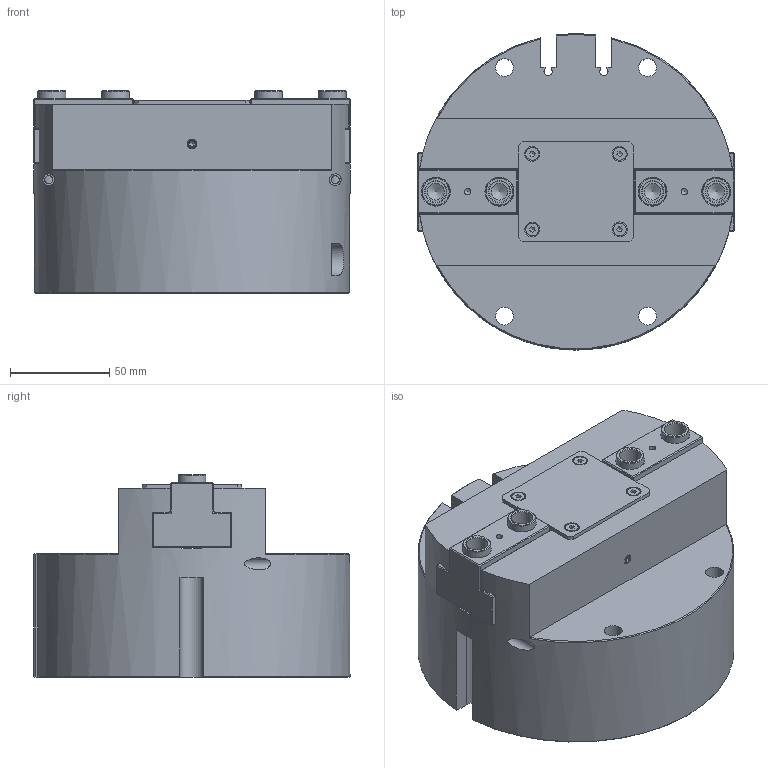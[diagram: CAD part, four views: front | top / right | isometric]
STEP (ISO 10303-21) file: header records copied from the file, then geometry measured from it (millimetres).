
FILE_DESCRIPTION(/* description */ (''),/* implementation_level */ '2;1');
FILE_NAME(/* name */ 'MPO-160-C1.stp',/* time_stamp */ '2021-03-17T10:00:16+01:00',/* author */ ('e.orio2'),/* organization */ (''),/* preprocessor_version */ 'ST-DEVELOPER v17',/* originating_system */ 'Autodesk Inventor 2019',/* authorisation */ '');
FILE_SCHEMA (('AUTOMOTIVE_DESIGN { 1 0 10303 214 3 1 1 }'));
Length unit declared in the file: millimetre
Products named in the file (9): MPO-160-C1; OPM-160-CORPO-CLIENTE; OPM-160-FONDELLO-31212.07; PGP 160 - COPERCHIO; ISO 10642  - M4  x  10; PZP-160-GRIFFA C1-cliente; BOCCOLA 14H7L8.9; BOCCOLA SENSORE M8; DIN 913 - M5 x 5
Assembly tree (19 placements, depth 2):
  MPO-160-C1
    OPM-160-CORPO-CLIENTE
    OPM-160-FONDELLO-31212.07
    PGP 160 - COPERCHIO
    ISO 10642  - M4  x  10  x4
    DIN 913 - M5 x 5  x4
    PZP-160-GRIFFA C1-cliente  x2
    BOCCOLA 14H7L8.9  x4
    BOCCOLA SENSORE M8  x2
Bounding box: 159 x 158.93 x 101.7 mm (x, y, z)
Volume: 1504443 mm3; surface area: 189079.7 mm2
Topology: 19 solids, 19 shells, 402 faces, 1021 edges, 674 vertices
Faces by surface type: plane 236, cylinder 88, cone 77, torus 1
Full cylindrical faces by diameter (mm): 3.242 x6, 3.3 x4, 4 x4, 4.1 x2, 4.134 x6, 4.917 x1, 5 x8, 6 x4, 6.647 x2, 7.53 x4, 8.376 x4, 8.5 x2, 8.566 x2, 9 x6, 9.1 x2, 10.6 x4, 14 x8, 88 x1, 114 x3, 115 x1, 118.1 x1, 119 x1
Entity records: 8326 total; most frequent: CARTESIAN_POINT 1645, DIRECTION 1391, ORIENTED_EDGE 1266, EDGE_CURVE 633, AXIS2_PLACEMENT_3D 525, VERTEX_POINT 436, LINE 341, VECTOR 341
